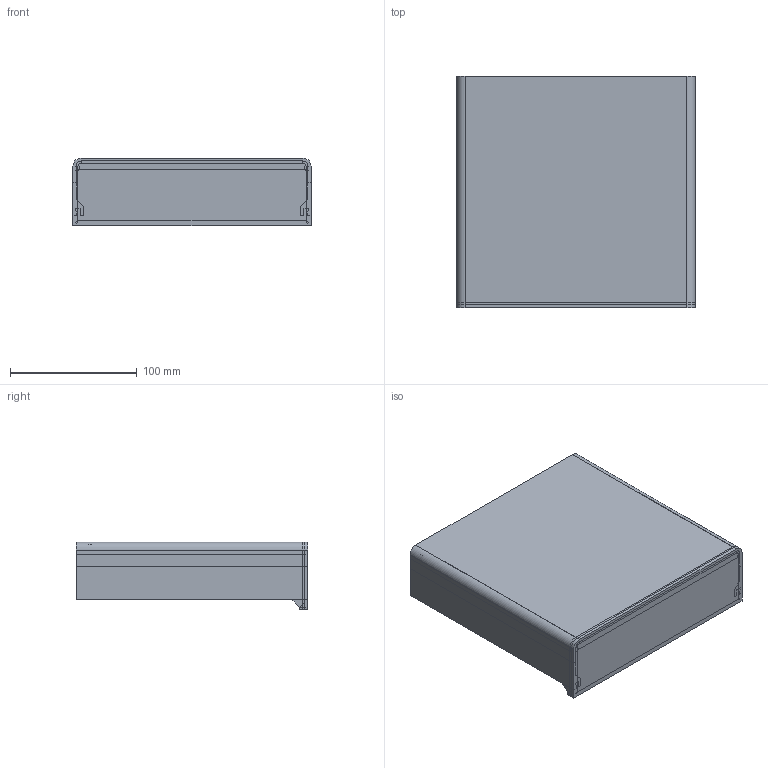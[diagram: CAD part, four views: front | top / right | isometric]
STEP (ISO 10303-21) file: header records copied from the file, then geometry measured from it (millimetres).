
FILE_DESCRIPTION(('HOOPS Exchange Step'),'2;1');
FILE_NAME('temp_export','2021-02-10T20:38:16+01:00',('mobile'),('Shapr3D Limited'),'HOOPS Exchange 2020.2','Shapr3D','Authorized');
FILE_SCHEMA( ('AP203_CONFIGURATION_CONTROLLED_3D_DESIGN_OF_MECHANICAL_PARTS_AND_ASSEMBLIES_MIM_LF') );
Length unit declared in the file: millimetre
Products named in the file (2): 0; 8672CE32-1D69-46D7-AA48-370C2FDB0D58.tmp
Assembly tree (1 placements, depth 2):
  8672CE32-1D69-46D7-AA48-370C2FDB0D58.tmp
    0
Bounding box: 188 x 182.6 x 53.6 mm (x, y, z)
Volume: 619092.8 mm3; surface area: 506328.8 mm2
Topology: 15 solids, 15 shells, 414 faces, 1092 edges, 702 vertices
Faces by surface type: plane 335, cylinder 55, bspline 10, torus 10, sphere 4
Entity records: 14779 total; most frequent: CARTESIAN_POINT 4481, ORIENTED_EDGE 2168, DIRECTION 2016, EDGE_CURVE 1084, VECTOR 950, LINE 950, VERTEX_POINT 702, AXIS2_PLACEMENT_3D 533
